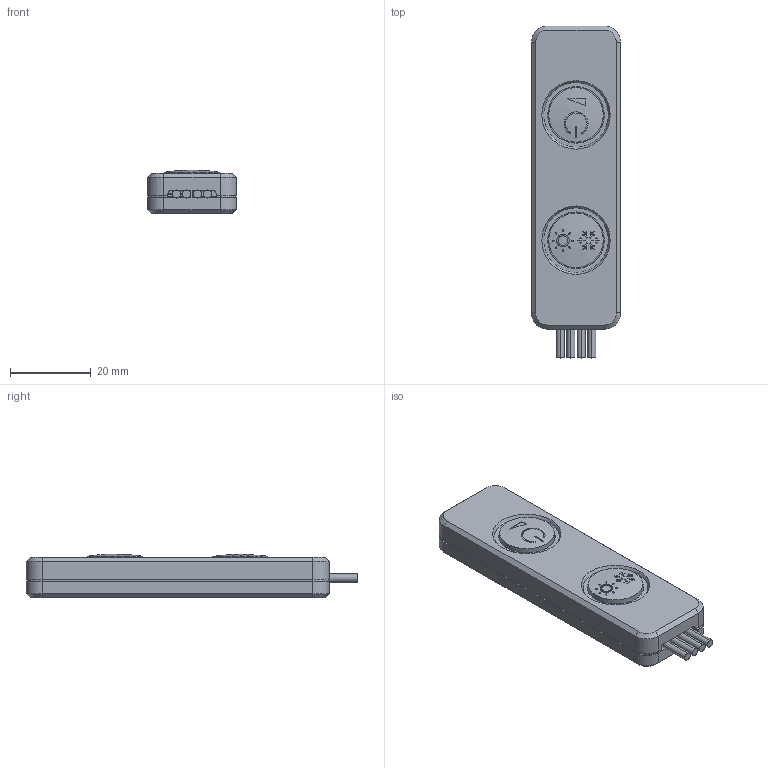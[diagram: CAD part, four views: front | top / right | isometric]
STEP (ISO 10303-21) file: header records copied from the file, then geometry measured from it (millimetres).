
FILE_DESCRIPTION (( 'STEP AP203' ), '1' );
FILE_NAME ('2000670 Emotionschalter Pucky II.STEP', '2022-10-18T06:14:52', ( '' ), ( '' ), 'SwSTEP 2.0', 'SolidWorks 2021', '' );
FILE_SCHEMA (( 'CONFIG_CONTROL_DESIGN' ));
Length unit declared in the file: millimetre
Products named in the file (12): 2000670 Emotionschalter Pucky II; MANIFOLD_SOLID_BREP_8387; PRT0002_9; 3_11; MANIFOLD_SOLID_BREP_9682; PRT0004_2_ASM; PRT0001_2; PRT0003_2_ASM; ASM0001_ASM_26_ASM; MANIFOLD_SOLID_BREP_10977; MANIFOLD_SOLID_BREP_7061; MANIFOLD_SOLID_BREP_12272
Assembly tree (11 placements, depth 4):
  2000670 Emotionschalter Pucky II
    ASM0001_ASM_26_ASM
      PRT0001_2
      PRT0002_9
      3_11
      PRT0003_2_ASM
        MANIFOLD_SOLID_BREP_7061
      PRT0004_2_ASM
        MANIFOLD_SOLID_BREP_8387
        MANIFOLD_SOLID_BREP_9682
        MANIFOLD_SOLID_BREP_10977
        MANIFOLD_SOLID_BREP_12272
Bounding box: 22 x 82.14 x 10.8 mm (x, y, z)
Volume: 8595.8 mm3; surface area: 14210.1 mm2
Topology: 8 solids, 8 shells, 609 faces, 1539 edges, 978 vertices
Faces by surface type: plane 292, cylinder 184, bspline 121, cone 12
Entity records: 26159 total; most frequent: CARTESIAN_POINT 11607, ORIENTED_EDGE 3078, DIRECTION 2210, EDGE_CURVE 1539, VERTEX_POINT 978, LINE 764, VECTOR 764, AXIS2_PLACEMENT_3D 723
